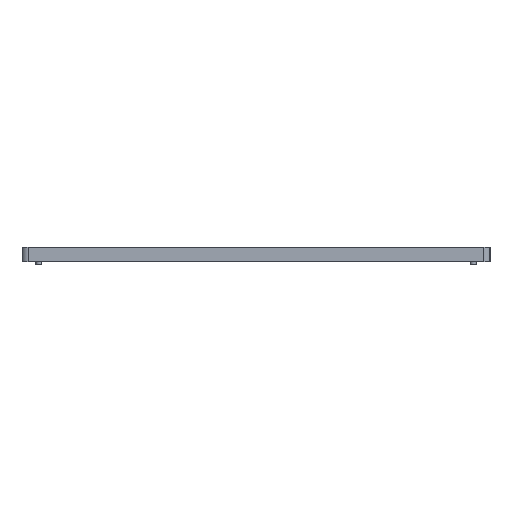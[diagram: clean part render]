
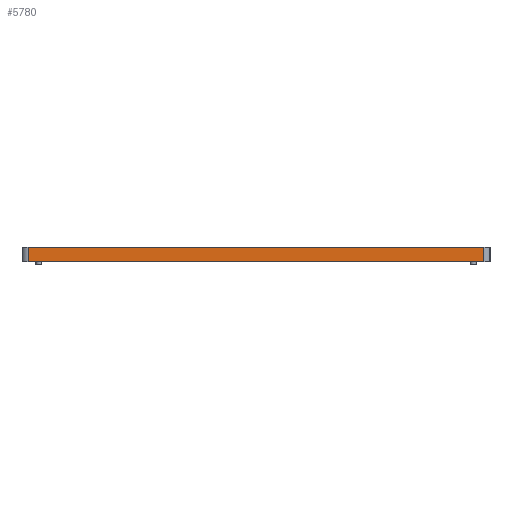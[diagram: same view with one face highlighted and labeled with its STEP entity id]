
A CAD part, left-side view. The second image highlights one B-rep face of the part: STEP entity #5780.
In plain terms, the highlighted planar face has unit normal (-1, 0, 0).
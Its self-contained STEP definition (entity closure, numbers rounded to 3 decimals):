
#338=PLANE('',#6096);
#616=FACE_OUTER_BOUND('',#956,.T.);
#956=EDGE_LOOP('',(#5483,#5484,#5485,#5486));
#964=LINE('',#7545,#1734);
#1081=LINE('',#7818,#1851);
#1083=LINE('',#7824,#1853);
#1084=LINE('',#7826,#1854);
#1734=VECTOR('',#6152,10.);
#1851=VECTOR('',#6337,10.);
#1853=VECTOR('',#6345,10.);
#1854=VECTOR('',#6348,10.);
#2548=VERTEX_POINT('',#7542);
#2549=VERTEX_POINT('',#7544);
#2671=VERTEX_POINT('',#7815);
#2672=VERTEX_POINT('',#7822);
#3089=EDGE_CURVE('',#2549,#2548,#964,.F.);
#3224=EDGE_CURVE('',#2671,#2549,#1081,.T.);
#3227=EDGE_CURVE('',#2548,#2672,#1083,.T.);
#3228=EDGE_CURVE('',#2672,#2671,#1084,.F.);
#5483=ORIENTED_EDGE('',*,*,#3224,.T.);
#5484=ORIENTED_EDGE('',*,*,#3089,.T.);
#5485=ORIENTED_EDGE('',*,*,#3227,.T.);
#5486=ORIENTED_EDGE('',*,*,#3228,.T.);
#5780=ADVANCED_FACE('',(#616),#338,.F.);
#6096=AXIS2_PLACEMENT_3D('',#9117,#7495,#7496);
#6152=DIRECTION('',(0.,-1.,0.));
#6337=DIRECTION('',(0.,0.,1.));
#6345=DIRECTION('',(0.,0.,-1.));
#6348=DIRECTION('',(0.,1.,0.));
#7495=DIRECTION('center_axis',(1.,0.,0.));
#7496=DIRECTION('ref_axis',(0.,1.,0.));
#7542=CARTESIAN_POINT('',(8.725,-9.725,0.3));
#7544=CARTESIAN_POINT('',(8.725,-85.525,0.3));
#7545=CARTESIAN_POINT('',(8.725,-66.675,0.3));
#7815=CARTESIAN_POINT('',(8.725,-85.525,-2.1));
#7818=CARTESIAN_POINT('',(8.725,-85.525,0.));
#7822=CARTESIAN_POINT('',(8.725,-9.725,-2.1));
#7824=CARTESIAN_POINT('',(8.725,-9.725,0.));
#7826=CARTESIAN_POINT('',(8.725,-66.675,-2.1));
#9117=CARTESIAN_POINT('Origin',(8.725,-85.725,0.));
